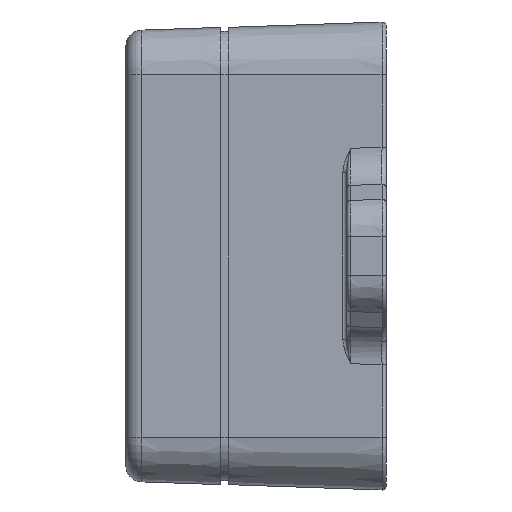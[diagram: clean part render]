
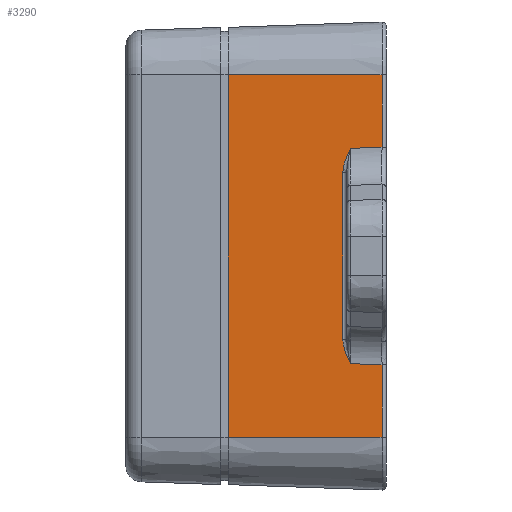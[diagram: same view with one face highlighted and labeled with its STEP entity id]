
A CAD part, left-side view. The second image highlights one B-rep face of the part: STEP entity #3290.
In plain terms, the highlighted planar face has unit normal (-0.999, 0.035, 0).
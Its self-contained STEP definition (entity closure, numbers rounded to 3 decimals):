
#45 = CARTESIAN_POINT ( 'NONE',  ( -41.915, -14.744, -11.898 ) ) ;
#71 = CARTESIAN_POINT ( 'NONE',  ( -41.907, -14.517, -10.832 ) ) ;
#96 = CARTESIAN_POINT ( 'NONE',  ( -41.912, -14.666, -11.634 ) ) ;
#182 = EDGE_CURVE ( 'NONE', #585, #2377, #1009, .T. ) ;
#377 = CARTESIAN_POINT ( 'NONE',  ( -42.08, -19.483, -13.765 ) ) ;
#548 = EDGE_LOOP ( 'NONE', ( #5595, #978, #5953, #2366, #4906, #2716, #4033, #980, #2204, #3656 ) ) ;
#585 = VERTEX_POINT ( 'NONE', #609 ) ;
#609 = CARTESIAN_POINT ( 'NONE',  ( -41.4, 0., -23. ) ) ;
#797 = CARTESIAN_POINT ( 'NONE',  ( -41.921, -14.915, -13.654 ) ) ;
#846 = CARTESIAN_POINT ( 'NONE',  ( -42.08, -19.483, 23. ) ) ;
#921 = DIRECTION ( 'NONE',  ( -0.035, -0.999, 0.024 ) ) ;
#935 = VERTEX_POINT ( 'NONE', #958 ) ;
#958 = CARTESIAN_POINT ( 'NONE',  ( -41.907, -14.517, 10.555 ) ) ;
#978 = ORIENTED_EDGE ( 'NONE', *, *, #6510, .T. ) ;
#980 = ORIENTED_EDGE ( 'NONE', *, *, #1342, .T. ) ;
#1009 = LINE ( 'NONE', #2498, #6889 ) ;
#1184 = CARTESIAN_POINT ( 'NONE',  ( -41.924, -15.017, -12.673 ) ) ;
#1233 = CARTESIAN_POINT ( 'NONE',  ( -41.908, -14.553, -11.102 ) ) ;
#1342 = EDGE_CURVE ( 'NONE', #4683, #2539, #3689, .T. ) ;
#1423 = DIRECTION ( 'NONE',  ( 0., 0., 1. ) ) ;
#1488 = CARTESIAN_POINT ( 'NONE',  ( -41.907, -14.517, -10.555 ) ) ;
#1597 = LINE ( 'NONE', #797, #2657 ) ;
#1698 = CARTESIAN_POINT ( 'NONE',  ( -41.907, -14.517, -10.555 ) ) ;
#1741 = AXIS2_PLACEMENT_3D ( 'NONE', #2404, #2325, #5166 ) ;
#1774 = CARTESIAN_POINT ( 'NONE',  ( -42.08, -19.483, -23. ) ) ;
#1809 = CARTESIAN_POINT ( 'NONE',  ( -41.907, -14.517, 10.555 ) ) ;
#1886 = CARTESIAN_POINT ( 'NONE',  ( -41.912, -14.666, 11.634 ) ) ;
#2027 = VECTOR ( 'NONE', #3159, 1000. ) ;
#2201 = PLANE ( 'NONE',  #1741 ) ;
#2204 = ORIENTED_EDGE ( 'NONE', *, *, #5249, .T. ) ;
#2259 = CARTESIAN_POINT ( 'NONE',  ( -41.4, 0., -23. ) ) ;
#2325 = DIRECTION ( 'NONE',  ( -0.999, 0.035, 0. ) ) ;
#2366 = ORIENTED_EDGE ( 'NONE', *, *, #5793, .T. ) ;
#2377 = VERTEX_POINT ( 'NONE', #5543 ) ;
#2404 = CARTESIAN_POINT ( 'NONE',  ( -41.4, 0., 23. ) ) ;
#2442 = CARTESIAN_POINT ( 'NONE',  ( -41.925, -15.03, 12.669 ) ) ;
#2496 = DIRECTION ( 'NONE',  ( 0.035, 0.999, 0.024 ) ) ;
#2498 = CARTESIAN_POINT ( 'NONE',  ( -41.4, 0., 23. ) ) ;
#2539 = VERTEX_POINT ( 'NONE', #6375 ) ;
#2657 = VECTOR ( 'NONE', #2496, 1000. ) ;
#2716 = ORIENTED_EDGE ( 'NONE', *, *, #5300, .T. ) ;
#2944 = VERTEX_POINT ( 'NONE', #4658 ) ;
#2945 = CARTESIAN_POINT ( 'NONE',  ( -41.933, -15.25, 13.171 ) ) ;
#2978 = CARTESIAN_POINT ( 'NONE',  ( -41.908, -14.553, 11.102 ) ) ;
#3105 = DIRECTION ( 'NONE',  ( 0., 0., 1. ) ) ;
#3123 = B_SPLINE_CURVE_WITH_KNOTS ( 'NONE', 3,
 ( #1809, #5294, #2978, #1886, #5862, #4064, #2442, #2945, #6381, #6953 ),
 .UNSPECIFIED., .F., .F.,
 ( 4, 2, 2, 2, 4 ),
 ( 0., 0.001, 0.002, 0.002, 0.003 ),
 .UNSPECIFIED. ) ;
#3159 = DIRECTION ( 'NONE',  ( 0., 0., 1. ) ) ;
#3250 = CARTESIAN_POINT ( 'NONE',  ( -41.907, -14.517, 13.656 ) ) ;
#3255 = CARTESIAN_POINT ( 'NONE',  ( -42.095, -19.915, 13.776 ) ) ;
#3290 = ADVANCED_FACE ( 'NONE', ( #4473 ), #2201, .T. ) ;
#3428 = CARTESIAN_POINT ( 'NONE',  ( -41.933, -15.249, -13.171 ) ) ;
#3472 = VECTOR ( 'NONE', #3942, 1000. ) ;
#3656 = ORIENTED_EDGE ( 'NONE', *, *, #182, .F. ) ;
#3689 = LINE ( 'NONE', #846, #5644 ) ;
#3829 = VECTOR ( 'NONE', #921, 1000. ) ;
#3878 = EDGE_CURVE ( 'NONE', #5100, #6958, #1597, .T. ) ;
#3942 = DIRECTION ( 'NONE',  ( 0.035, 0.999, 0. ) ) ;
#3986 = CARTESIAN_POINT ( 'NONE',  ( -41.941, -15.483, -13.667 ) ) ;
#4033 = ORIENTED_EDGE ( 'NONE', *, *, #4656, .T. ) ;
#4047 = CARTESIAN_POINT ( 'NONE',  ( -41.4, 0., 23. ) ) ;
#4064 = CARTESIAN_POINT ( 'NONE',  ( -41.921, -14.926, 12.415 ) ) ;
#4097 = LINE ( 'NONE', #4259, #2027 ) ;
#4224 = EDGE_CURVE ( 'NONE', #7351, #585, #4545, .T. ) ;
#4259 = CARTESIAN_POINT ( 'NONE',  ( -42.08, -19.483, 23. ) ) ;
#4473 = FACE_OUTER_BOUND ( 'NONE', #548, .T. ) ;
#4530 = DIRECTION ( 'NONE',  ( 0.035, 0.999, 0. ) ) ;
#4545 = LINE ( 'NONE', #2259, #4988 ) ;
#4656 = EDGE_CURVE ( 'NONE', #2944, #4683, #6417, .T. ) ;
#4658 = CARTESIAN_POINT ( 'NONE',  ( -41.941, -15.483, 13.667 ) ) ;
#4683 = VERTEX_POINT ( 'NONE', #6057 ) ;
#4774 = B_SPLINE_CURVE_WITH_KNOTS ( 'NONE', 3,
 ( #3986, #3428, #1184, #45, #96, #1233, #71, #1698 ),
 .UNSPECIFIED., .F., .F.,
 ( 4, 2, 2, 4 ),
 ( 0., 0.002, 0.002, 0.003 ),
 .UNSPECIFIED. ) ;
#4906 = ORIENTED_EDGE ( 'NONE', *, *, #6626, .T. ) ;
#4988 = VECTOR ( 'NONE', #4530, 1000. ) ;
#5100 = VERTEX_POINT ( 'NONE', #377 ) ;
#5155 = LINE ( 'NONE', #4047, #3472 ) ;
#5166 = DIRECTION ( 'NONE',  ( -0.035, -0.999, 0. ) ) ;
#5249 = EDGE_CURVE ( 'NONE', #2539, #2377, #5155, .T. ) ;
#5294 = CARTESIAN_POINT ( 'NONE',  ( -41.907, -14.517, 10.832 ) ) ;
#5300 = EDGE_CURVE ( 'NONE', #935, #2944, #3123, .T. ) ;
#5519 = CARTESIAN_POINT ( 'NONE',  ( -41.941, -15.483, -13.667 ) ) ;
#5543 = CARTESIAN_POINT ( 'NONE',  ( -41.4, 0., 23. ) ) ;
#5595 = ORIENTED_EDGE ( 'NONE', *, *, #4224, .F. ) ;
#5644 = VECTOR ( 'NONE', #1423, 1000. ) ;
#5793 = EDGE_CURVE ( 'NONE', #6958, #6653, #4774, .T. ) ;
#5862 = CARTESIAN_POINT ( 'NONE',  ( -41.915, -14.744, 11.898 ) ) ;
#5953 = ORIENTED_EDGE ( 'NONE', *, *, #3878, .T. ) ;
#6057 = CARTESIAN_POINT ( 'NONE',  ( -42.08, -19.483, 13.765 ) ) ;
#6165 = LINE ( 'NONE', #3250, #6950 ) ;
#6375 = CARTESIAN_POINT ( 'NONE',  ( -42.08, -19.483, 23. ) ) ;
#6381 = CARTESIAN_POINT ( 'NONE',  ( -41.937, -15.367, 13.421 ) ) ;
#6417 = LINE ( 'NONE', #3255, #3829 ) ;
#6510 = EDGE_CURVE ( 'NONE', #7351, #5100, #4097, .T. ) ;
#6626 = EDGE_CURVE ( 'NONE', #6653, #935, #6165, .T. ) ;
#6650 = DIRECTION ( 'NONE',  ( 0., 0., 1. ) ) ;
#6653 = VERTEX_POINT ( 'NONE', #1488 ) ;
#6889 = VECTOR ( 'NONE', #3105, 1000. ) ;
#6950 = VECTOR ( 'NONE', #6650, 1000. ) ;
#6953 = CARTESIAN_POINT ( 'NONE',  ( -41.941, -15.483, 13.667 ) ) ;
#6958 = VERTEX_POINT ( 'NONE', #5519 ) ;
#7351 = VERTEX_POINT ( 'NONE', #1774 ) ;
